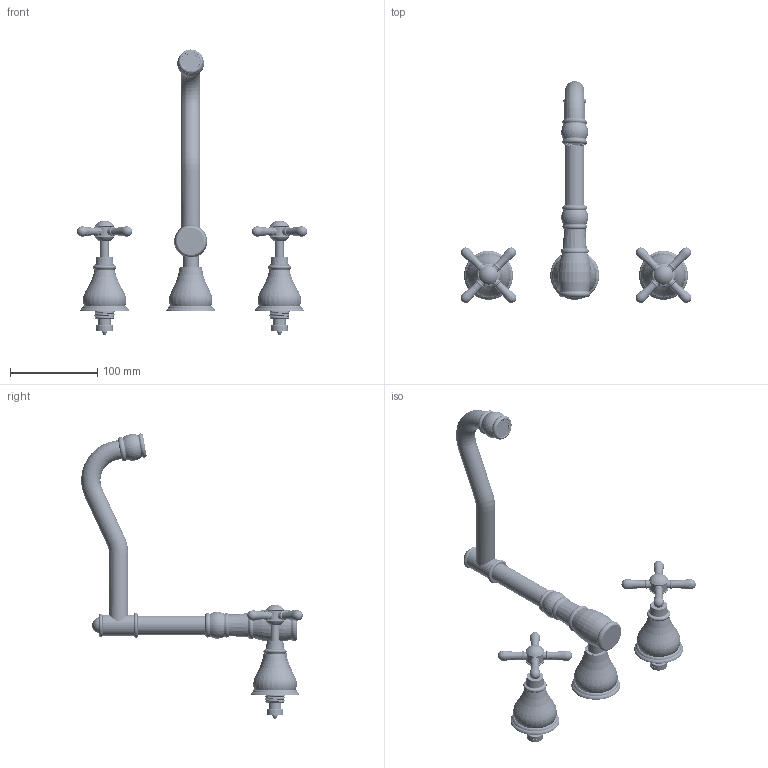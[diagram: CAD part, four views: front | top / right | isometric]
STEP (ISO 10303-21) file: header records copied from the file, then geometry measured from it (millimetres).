
FILE_DESCRIPTION (( 'STEP AP203' ), '1' );
FILE_NAME ('MV1015CHE .STEP', '2020-03-02T04:16:58', ( 'Windows 蚚誧' ), ( '' ), 'SwSTEP 2.0', 'SolidWorks 2019', '' );
FILE_SCHEMA (( 'CONFIG_CONTROL_DESIGN' ));
Length unit declared in the file: millimetre
Products named in the file (46): MV堤阨諳ㄗ郪ㄘ; 22古典厨房直管（焊接）; 15x1.5 O型圈; MV1014ACHE; 15x1.5 O型圈-D14.5; 22嘉萎報滇奪ㄗ爾諉ㄘ; 110慢开插齿G58阀芯（42阀盖） - 入墙; 入墙浴缸管座组; 110鞣羲喳喘佪裝; MV22堤阨奪蟀諉璃ㄗ郪ㄘ; G5-8砦阨郋极; MVХ宒報滇奪釱; 砦阨郋郪; MVХ宒唌詰奪釱; 鞣羲42詢概裔 J05007C00; 22嘉萎報滇爾諉奪; 15x2.65 O型圈 (麦封配丝杆); 17x2 O型圈-D14; MV十字手柄 - 入墙; MV堤阨奪蚾庉芛; MV22古典出水管装饰圈; 22嘉萎奪爾諉芛; 報滇荎宒郪; MV堤阨諳; 22古典厨房直管焊接管; 臟賙M21.5X1堤阨厙; 13x2   O型圈 -阀盖; MV22堤阨奪蟀諉璃; M16x1 22奪爾諉芛; MV1015CHE ; 28.5X22.5X1.5綻祧菜え; G5-8砦阨郋砎蝶え; MV邧參醱髓笘欶釱; 入墙式厨房管座组; MVХ宒報滇蟀諉奪; 囀鞠褒潑芛蹟佪M5x8  (G12096G00); M16X1 22奪爾諉簽; MV坋趼忒梟裝; MV双把入墙钟罩; M4x4 囀鞠褒す傷蹟佪 (G12003G00) ...
Assembly tree (74 placements, depth 5):
  MV1015CHE 
    MV1070CH
      110慢开插齿G58阀芯（42阀盖） - 入墙
        鞣羲42詢概裔 J05007C00
        110鞣羲喳喘佪裝
        15x2.65 O型圈 (麦封配丝杆)  x2
        砦阨郋郪
          G5-8砦阨郋极
          G5-8砦阨郋砎蝶え
        28.5X22.5X1.5綻祧菜え
      110慢开插齿G58阀芯（42阀盖） - 入墙
        鞣羲42詢概裔 J05007C00
        110鞣羲喳喘佪裝
        15x2.65 O型圈 (麦封配丝杆)  x2
        砦阨郋郪
          G5-8砦阨郋极
          G5-8砦阨郋砎蝶え
        28.5X22.5X1.5綻祧菜え
      MV双把入墙钟罩  x2
      MV邧參醱髓笘欶釱  x2
      MV十字手柄 - 入墙
        MV邧參坋趼忒謫釱
        MV坋趼忒梟裝  x4
        囀鞠褒潑芛蹟佪M5x8  (G12096G00)  x3
        囀鞠褒潑芛蹟佪M5x12 (G12090G00)
      MV十字手柄 - 入墙
        MV邧參坋趼忒謫釱
        MV坋趼忒梟裝  x4
        囀鞠褒潑芛蹟佪M5x8  (G12096G00)  x3
        囀鞠褒潑芛蹟佪M5x12 (G12090G00)
      13x2   O型圈 -阀盖  x2
    入墙式厨房管座组
      MVХ宒報滇奪釱
      MVХ宒報滇蟀諉奪
      入墙浴缸管座组
        MVХ宒唌詰奪釱
        MV邧參醱髓笘欶釱
      15x1.5 O型圈-D14.5
      15x1.5 O型圈
      M4x4 囀鞠褒す傷蹟佪 (G12003G00)
    MV1014ACHE
      報滇荎宒郪
        22古典厨房直管（焊接）
          22古典厨房直管焊接管
          M16x1 22奪爾諉芛  x2
        MV堤阨奪蚾庉芛
        17x2 O型圈-D14  x2
        15x1.5 O型圈
        22嘉萎報滇奪ㄗ爾諉ㄘ
          22嘉萎奪爾諉芛
          22嘉萎報滇爾諉奪
          M16X1 22奪爾諉簽
        MV22古典出水管装饰圈
        MV22堤阨奪蟀諉璃ㄗ郪ㄘ
          MV22堤阨奪蟀諉璃
      MV堤阨諳ㄗ郪ㄘ
        MV堤阨諳
        臟賙M21.5X1堤阨厙
Bounding box: 263.32 x 253.19 x 325.88 mm (x, y, z)
Volume: 256889.8 mm3; surface area: 203034.4 mm2
Topology: 60 solids, 60 shells, 2897 faces, 7675 edges, 4941 vertices
Faces by surface type: cylinder 1409, plane 566, cone 313, torus 312, bspline 285, sphere 12
Entity records: 115579 total; most frequent: CARTESIAN_POINT 76743, ORIENTED_EDGE 7748, DIRECTION 6220, EDGE_CURVE 3874, AXIS2_PLACEMENT_3D 2519, VERTEX_POINT 2514, EDGE_LOOP 1626, FACE_OUTER_BOUND 1497
